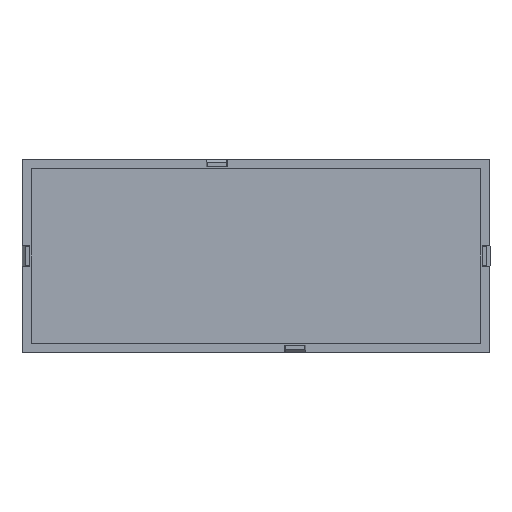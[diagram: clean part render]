
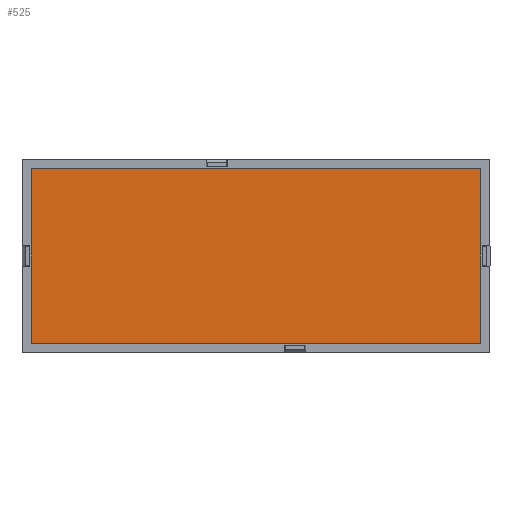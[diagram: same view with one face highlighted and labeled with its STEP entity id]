
A CAD part, front view. The second image highlights one B-rep face of the part: STEP entity #525.
In plain terms, the highlighted planar face has unit normal (0, -1, 0).
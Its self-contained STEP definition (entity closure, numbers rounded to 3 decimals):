
#14 = VECTOR ( 'NONE', #1149, 1000. ) ;
#32 = EDGE_LOOP ( 'NONE', ( #1528, #1574, #1607, #1496 ) ) ;
#203 = DIRECTION ( 'NONE',  ( 1., 0., 0. ) ) ;
#213 = CARTESIAN_POINT ( 'NONE',  ( 2., 0.5, -40. ) ) ;
#226 = EDGE_CURVE ( 'NONE', #1793, #1194, #1173, .T. ) ;
#233 = LINE ( 'NONE', #213, #1732 ) ;
#326 = VERTEX_POINT ( 'NONE', #512 ) ;
#364 = EDGE_CURVE ( 'NONE', #326, #1793, #233, .T. ) ;
#512 = CARTESIAN_POINT ( 'NONE',  ( 2., 0.5, -40. ) ) ;
#525 = ADVANCED_FACE ( 'NONE', ( #1803 ), #1562, .F. ) ;
#576 = CARTESIAN_POINT ( 'NONE',  ( 2., 0.5, -2. ) ) ;
#654 = CARTESIAN_POINT ( 'NONE',  ( 100., 0.5, -40. ) ) ;
#892 = DIRECTION ( 'NONE',  ( -1., 0., 0. ) ) ;
#902 = CARTESIAN_POINT ( 'NONE',  ( 2., 0.5, -2. ) ) ;
#919 = LINE ( 'NONE', #902, #1398 ) ;
#955 = EDGE_CURVE ( 'NONE', #1194, #1248, #919, .T. ) ;
#1149 = DIRECTION ( 'NONE',  ( 0., 0., 1. ) ) ;
#1158 = CARTESIAN_POINT ( 'NONE',  ( 100., 0.5, -40. ) ) ;
#1173 = LINE ( 'NONE', #1158, #14 ) ;
#1194 = VERTEX_POINT ( 'NONE', #1834 ) ;
#1248 = VERTEX_POINT ( 'NONE', #576 ) ;
#1296 = DIRECTION ( 'NONE',  ( 0., 0., -1. ) ) ;
#1304 = CARTESIAN_POINT ( 'NONE',  ( 2., 0.5, -40. ) ) ;
#1313 = LINE ( 'NONE', #1304, #1802 ) ;
#1360 = DIRECTION ( 'NONE',  ( 0., 0., 1. ) ) ;
#1398 = VECTOR ( 'NONE', #892, 1000. ) ;
#1416 = DIRECTION ( 'NONE',  ( 0., 1., 0. ) ) ;
#1459 = CARTESIAN_POINT ( 'NONE',  ( 0., 0.5, 0. ) ) ;
#1496 = ORIENTED_EDGE ( 'NONE', *, *, #955, .T. ) ;
#1528 = ORIENTED_EDGE ( 'NONE', *, *, #1547, .T. ) ;
#1545 = AXIS2_PLACEMENT_3D ( 'NONE', #1459, #1416, #1360 ) ;
#1547 = EDGE_CURVE ( 'NONE', #1248, #326, #1313, .T. ) ;
#1562 = PLANE ( 'NONE',  #1545 ) ;
#1574 = ORIENTED_EDGE ( 'NONE', *, *, #364, .T. ) ;
#1607 = ORIENTED_EDGE ( 'NONE', *, *, #226, .T. ) ;
#1732 = VECTOR ( 'NONE', #203, 1000. ) ;
#1793 = VERTEX_POINT ( 'NONE', #654 ) ;
#1802 = VECTOR ( 'NONE', #1296, 1000. ) ;
#1803 = FACE_OUTER_BOUND ( 'NONE', #32, .T. ) ;
#1834 = CARTESIAN_POINT ( 'NONE',  ( 100., 0.5, -2. ) ) ;
